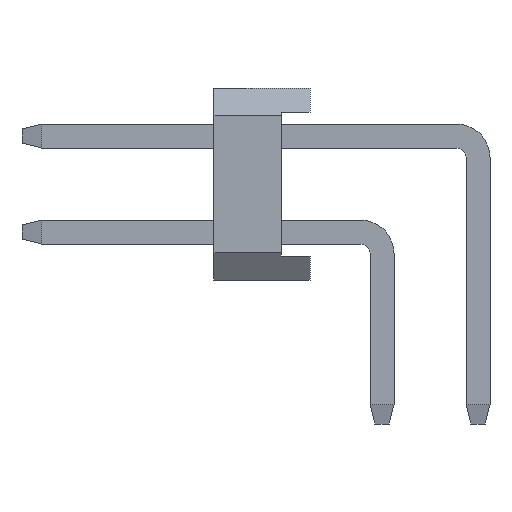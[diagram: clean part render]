
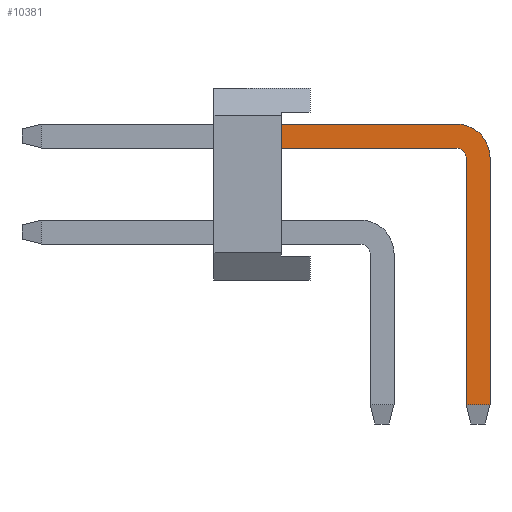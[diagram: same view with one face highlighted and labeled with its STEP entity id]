
A CAD part, left-side view. The second image highlights one B-rep face of the part: STEP entity #10381.
In plain terms, the highlighted planar face has unit normal (-1, 0, 0).
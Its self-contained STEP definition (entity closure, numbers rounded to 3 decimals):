
#689=DIRECTION('',(0.,0.,1.));
#690=VECTOR('',#689,0.5);
#691=CARTESIAN_POINT('',(-6.25,0.6,0.75));
#692=LINE('',#691,#690);
#3497=DIRECTION('',(0.,-1.,0.));
#3498=VECTOR('',#3497,0.5);
#3499=CARTESIAN_POINT('',(-6.25,-3.25,-4.6));
#3500=LINE('',#3499,#3498);
#3501=DIRECTION('',(0.,0.,1.));
#3502=VECTOR('',#3501,5.15);
#3503=CARTESIAN_POINT('',(-6.25,-3.25,-4.6));
#3504=LINE('',#3503,#3502);
#3505=CARTESIAN_POINT('',(-6.25,-3.05,0.55));
#3506=DIRECTION('',(-1.,0.,0.));
#3507=DIRECTION('',(0.,-1.,0.));
#3508=AXIS2_PLACEMENT_3D('',#3505,#3506,#3507);
#3510=DIRECTION('',(0.,1.,0.));
#3511=VECTOR('',#3510,3.65);
#3512=CARTESIAN_POINT('',(-6.25,-3.05,0.75));
#3513=LINE('',#3512,#3511);
#3514=DIRECTION('',(0.,-1.,0.));
#3515=VECTOR('',#3514,3.65);
#3516=CARTESIAN_POINT('',(-6.25,0.6,1.25));
#3517=LINE('',#3516,#3515);
#3518=CARTESIAN_POINT('',(-6.25,-3.05,0.55));
#3519=DIRECTION('',(1.,0.,0.));
#3520=DIRECTION('',(0.,0.,1.));
#3521=AXIS2_PLACEMENT_3D('',#3518,#3519,#3520);
#3523=DIRECTION('',(0.,0.,-1.));
#3524=VECTOR('',#3523,5.15);
#3525=CARTESIAN_POINT('',(-6.25,-3.75,0.55));
#3526=LINE('',#3525,#3524);
#4881=CARTESIAN_POINT('',(-6.25,0.6,1.25));
#4882=CARTESIAN_POINT('',(-6.25,-3.05,1.25));
#4883=VERTEX_POINT('',#4881);
#4884=VERTEX_POINT('',#4882);
#4885=CARTESIAN_POINT('',(-6.25,-3.05,0.75));
#4886=CARTESIAN_POINT('',(-6.25,0.6,0.75));
#4887=VERTEX_POINT('',#4885);
#4888=VERTEX_POINT('',#4886);
#4909=CARTESIAN_POINT('',(-6.25,-3.75,0.55));
#4910=VERTEX_POINT('',#4909);
#4911=CARTESIAN_POINT('',(-6.25,-3.25,0.55));
#4912=VERTEX_POINT('',#4911);
#4958=CARTESIAN_POINT('',(-6.25,-3.25,-4.6));
#4960=VERTEX_POINT('',#4958);
#4978=CARTESIAN_POINT('',(-6.25,-3.75,-4.6));
#4980=VERTEX_POINT('',#4978);
#10359=CARTESIAN_POINT('',(-6.25,0.,0.));
#10360=DIRECTION('',(1.,0.,0.));
#10361=DIRECTION('',(0.,0.,-1.));
#10362=AXIS2_PLACEMENT_3D('',#10359,#10360,#10361);
#10363=PLANE('',#10362);
#10365=ORIENTED_EDGE('',*,*,#10364,.F.);
#10367=ORIENTED_EDGE('',*,*,#10366,.T.);
#10369=ORIENTED_EDGE('',*,*,#10368,.T.);
#10371=ORIENTED_EDGE('',*,*,#10370,.T.);
#10372=ORIENTED_EDGE('',*,*,#5701,.T.);
#10374=ORIENTED_EDGE('',*,*,#10373,.T.);
#10376=ORIENTED_EDGE('',*,*,#10375,.T.);
#10378=ORIENTED_EDGE('',*,*,#10377,.T.);
#10379=EDGE_LOOP('',(#10365,#10367,#10369,#10371,#10372,#10374,#10376,#10378));
#10380=FACE_OUTER_BOUND('',#10379,.F.);
#3509=CIRCLE('',#3508,0.2);
#3522=CIRCLE('',#3521,0.7);
#5701=EDGE_CURVE('',#4888,#4883,#692,.T.);
#10364=EDGE_CURVE('',#4960,#4980,#3500,.T.);
#10366=EDGE_CURVE('',#4960,#4912,#3504,.T.);
#10368=EDGE_CURVE('',#4912,#4887,#3509,.T.);
#10370=EDGE_CURVE('',#4887,#4888,#3513,.T.);
#10373=EDGE_CURVE('',#4883,#4884,#3517,.T.);
#10375=EDGE_CURVE('',#4884,#4910,#3522,.T.);
#10377=EDGE_CURVE('',#4910,#4980,#3526,.T.);
#10381=ADVANCED_FACE('',(#10380),#10363,.F.);
